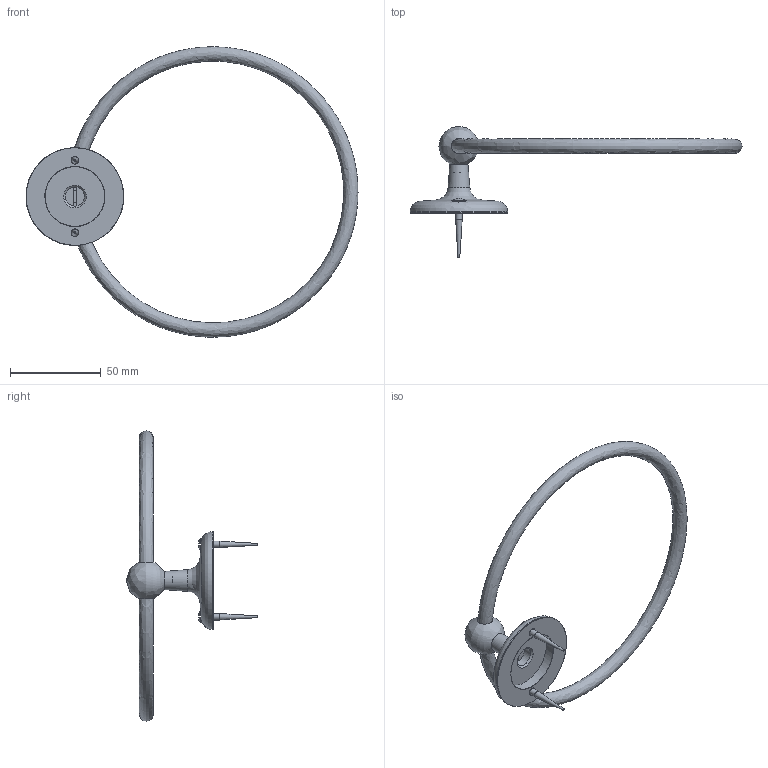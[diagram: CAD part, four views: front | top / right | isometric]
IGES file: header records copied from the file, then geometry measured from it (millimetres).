
Global section: file name: N98-6; native system: Autodesk Inventor 2014; preprocessor: unknown; author: ashami; date: 20140227.120657; units: millimetre
Bounding box: 183.31 x 72.53 x 160.28 mm (x, y, z)
Volume: 40259.8 mm3; surface area: 22416.2 mm2
Topology: 6 solids, 6 shells, 70 faces, 194 edges, 134 vertices
Faces by surface type: bspline 70
